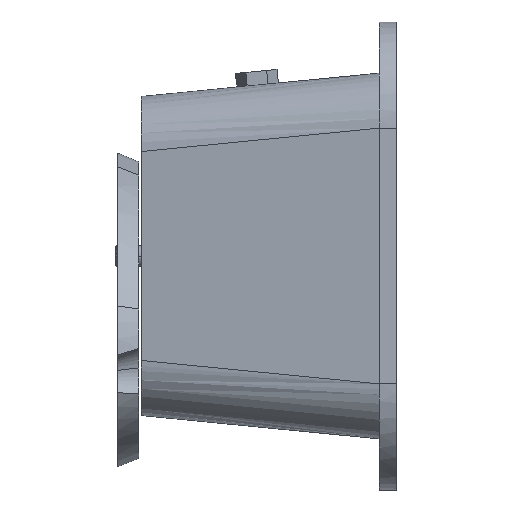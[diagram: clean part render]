
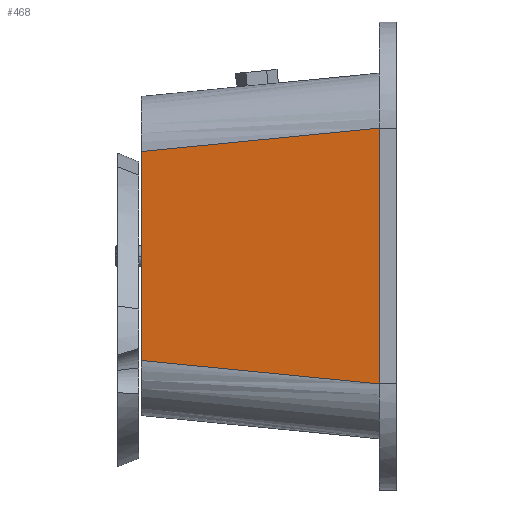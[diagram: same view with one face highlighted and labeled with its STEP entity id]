
A CAD part, left-side view. The second image highlights one B-rep face of the part: STEP entity #468.
In plain terms, the highlighted planar face has unit normal (-0.995, 0.098, 0).
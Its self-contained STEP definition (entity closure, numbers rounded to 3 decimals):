
#468=ADVANCED_FACE('',(#2303),#27038,.T.);
#2303=FACE_OUTER_BOUND('',#4030,.T.);
#4030=EDGE_LOOP('',(#7073,#7074,#7075,#7076));
#7073=ORIENTED_EDGE('',*,*,#15349,.T.);
#7074=ORIENTED_EDGE('',*,*,#15330,.F.);
#7075=ORIENTED_EDGE('',*,*,#15274,.T.);
#7076=ORIENTED_EDGE('',*,*,#15325,.T.);
#15274=EDGE_CURVE('',#24041,#24043,#20140,.T.);
#15325=EDGE_CURVE('',#24043,#24081,#20187,.T.);
#15330=EDGE_CURVE('',#24041,#24085,#20192,.T.);
#15349=EDGE_CURVE('',#24081,#24085,#20206,.T.);
#20140=B_SPLINE_CURVE_WITH_KNOTS('',1,(#70210,#70211),.UNSPECIFIED.,.F.,
 .F.,(2,2),(-113.075,0.),.UNSPECIFIED.);
#20187=B_SPLINE_CURVE_WITH_KNOTS('',1,(#70646,#70647),.UNSPECIFIED.,.F.,
 .F.,(2,2),(-120.249,0.),.UNSPECIFIED.);
#20192=B_SPLINE_CURVE_WITH_KNOTS('',1,(#70656,#70657),.UNSPECIFIED.,.F.,
 .F.,(2,2),(-98.249,0.),.UNSPECIFIED.);
#20206=B_SPLINE_CURVE_WITH_KNOTS('',1,(#70897,#70898),.UNSPECIFIED.,.F.,
 .F.,(2,2),(0.,113.075),.UNSPECIFIED.);
#24041=VERTEX_POINT('',#68508);
#24043=VERTEX_POINT('',#68510);
#24081=VERTEX_POINT('',#68548);
#24085=VERTEX_POINT('',#68552);
#27038=PLANE('',#28469);
#28469=AXIS2_PLACEMENT_3D('',#57956,#29729,$);
#29729=DIRECTION('',(-0.995,0.098,0.));
#57956=CARTESIAN_POINT('',(-127.1,-3.201,182.151));
#68508=CARTESIAN_POINT('',(-115.,120.,60.876));
#68510=CARTESIAN_POINT('',(-126.,8.,49.876));
#68548=CARTESIAN_POINT('',(-126.,8.,170.124));
#68552=CARTESIAN_POINT('',(-115.,120.,159.124));
#70210=CARTESIAN_POINT('',(-115.,120.,60.876));
#70211=CARTESIAN_POINT('',(-126.,8.,49.876));
#70646=CARTESIAN_POINT('',(-126.,8.,49.876));
#70647=CARTESIAN_POINT('',(-126.,8.,170.124));
#70656=CARTESIAN_POINT('',(-115.,120.,60.876));
#70657=CARTESIAN_POINT('',(-115.,120.,159.124));
#70897=CARTESIAN_POINT('',(-126.,8.,170.124));
#70898=CARTESIAN_POINT('',(-115.,120.,159.124));
